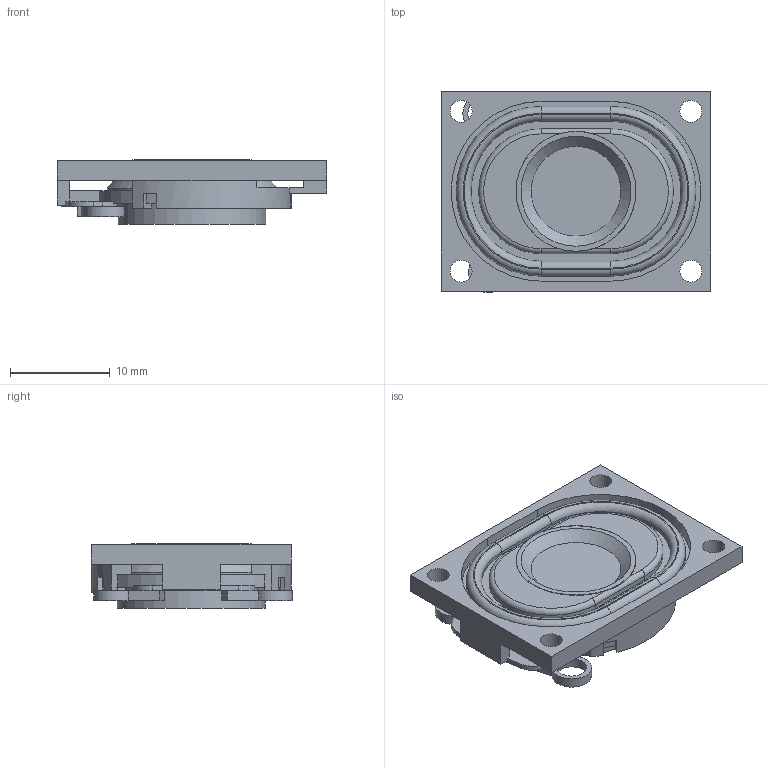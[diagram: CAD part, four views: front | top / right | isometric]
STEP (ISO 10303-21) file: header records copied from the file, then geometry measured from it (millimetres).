
FILE_DESCRIPTION(/* description */ ('Alibre Inc.'),/* implementation_level */ '2;1');
FILE_NAME(/* name */ 'export0',/* time_stamp */ '2018-10-05T19:12:21-05:00',/* author */ (''),/* organization */ (''),/* preprocessor_version */ 'ST-DEVELOPER v17',/* originating_system */ 'Alibre',/* authorisation */ '');
FILE_SCHEMA (('CONFIG_CONTROL_DESIGN'));
Length unit declared in the file: millimetre
Products named in the file (6): ID_1; ID_2; ID_3; ID_4; ID_5
Bounding box: 27 x 20.14 x 6.45 mm (x, y, z)
Volume: 1883.6 mm3; surface area: 2883 mm2
Topology: 5 solids, 5 shells, 139 faces, 365 edges, 237 vertices
Faces by surface type: plane 91, cylinder 40, torus 6, cone 2
Full cylindrical faces by diameter (mm): 2.2 x4, 3 x2, 12 x2, 14.8 x1, 17 x1
Entity records: 4485 total; most frequent: CARTESIAN_POINT 756, ORIENTED_EDGE 670, DIRECTION 577, EDGE_CURVE 335, AXIS2_PLACEMENT_3D 227, VERTEX_POINT 223, VECTOR 200, LINE 200
